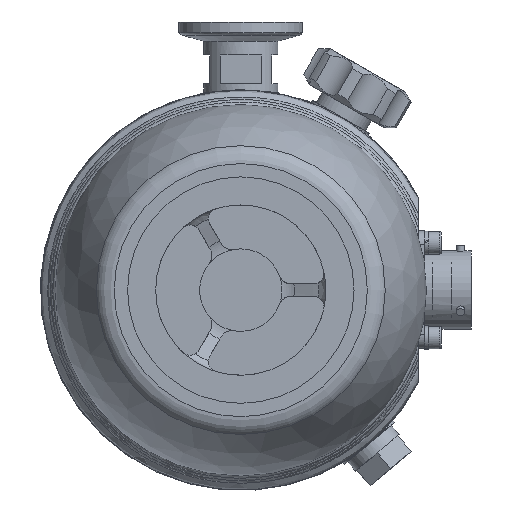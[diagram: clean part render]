
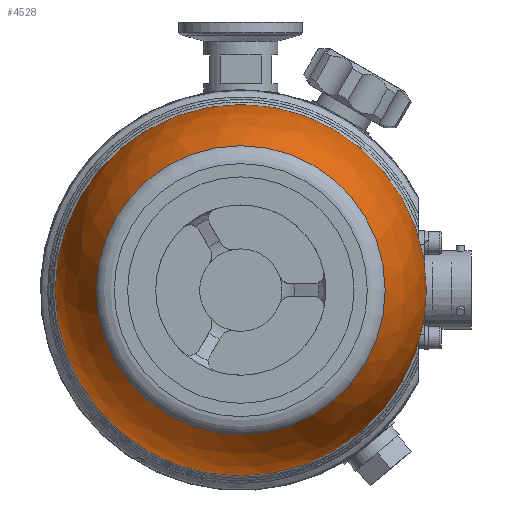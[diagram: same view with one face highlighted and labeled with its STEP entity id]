
A CAD part, front view. The second image highlights one B-rep face of the part: STEP entity #4528.
In plain terms, the highlighted free-form (B-spline) face has degree [2, 2] with [3, 9] control points.
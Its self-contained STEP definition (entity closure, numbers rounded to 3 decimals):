
#4464=CARTESIAN_POINT('',(-17.505,-67.003,-30.319));
#4465=VERTEX_POINT('',#4464);
#4466=CARTESIAN_POINT('',(0.,-67.003,0.));
#4467=DIRECTION('',(0.,-1.0,0.));
#4468=DIRECTION('',(0.5,0.,0.866));
#4469=AXIS2_PLACEMENT_3D('',#4466,#4467,#4468);
#4470=CIRCLE('',#4469,35.009);
#4471=EDGE_CURVE('',#4465,#4465,#4470,.T.);
#4479=CARTESIAN_POINT('',(30.319,-67.003,-17.505));
#4480=CARTESIAN_POINT('',(39.855,-47.955,-23.011));
#4481=CARTESIAN_POINT('',(38.97,-25.978,-22.499));
#4482=CARTESIAN_POINT('',(12.814,-67.003,-47.824));
#4483=CARTESIAN_POINT('',(16.845,-47.955,-62.866));
#4484=CARTESIAN_POINT('',(16.471,-25.978,-61.469));
#4485=CARTESIAN_POINT('',(-17.505,-67.003,-30.319));
#4486=CARTESIAN_POINT('',(-23.011,-47.955,-39.855));
#4487=CARTESIAN_POINT('',(-22.499,-25.978,-38.97));
#4488=CARTESIAN_POINT('',(-47.824,-67.003,-12.814));
#4489=CARTESIAN_POINT('',(-62.866,-47.955,-16.845));
#4490=CARTESIAN_POINT('',(-61.469,-25.978,-16.471));
#4491=CARTESIAN_POINT('',(-30.319,-67.003,17.505));
#4492=CARTESIAN_POINT('',(-39.855,-47.955,23.011));
#4493=CARTESIAN_POINT('',(-38.97,-25.978,22.499));
#4494=CARTESIAN_POINT('',(-12.814,-67.003,47.824));
#4495=CARTESIAN_POINT('',(-16.845,-47.955,62.866));
#4496=CARTESIAN_POINT('',(-16.471,-25.978,61.469));
#4497=CARTESIAN_POINT('',(17.505,-67.003,30.319));
#4498=CARTESIAN_POINT('',(23.011,-47.955,39.855));
#4499=CARTESIAN_POINT('',(22.499,-25.978,38.97));
#4500=CARTESIAN_POINT('',(47.824,-67.003,12.814));
#4501=CARTESIAN_POINT('',(62.866,-47.955,16.845));
#4502=CARTESIAN_POINT('',(61.469,-25.978,16.471));
#4503=CARTESIAN_POINT('',(30.319,-67.003,-17.505));
#4504=CARTESIAN_POINT('',(39.855,-47.955,-23.011));
#4505=CARTESIAN_POINT('',(38.97,-25.978,-22.499));
#4513=(BOUNDED_SURFACE()B_SPLINE_SURFACE(2,2,((#4479,#4482,#4485,#4488,#4491,#4494,#4497,#4500,#4503),(#4480,#4483,#4486,#4489,#4492,#4495,#4498,#4501,#4504),(#4481,#4484,#4487,#4490,#4493,#4496,#4499,#4502,#4505)),.UNSPECIFIED.,.F.,.T.,.U.)B_SPLINE_SURFACE_WITH_KNOTS((3,3),(3,2,2,2,3),(-0.524,0.047),(0.0,1.571,3.142,4.712,6.283),.UNSPECIFIED.)GEOMETRIC_REPRESENTATION_ITEM()RATIONAL_B_SPLINE_SURFACE(((1.0,0.707,1.0,0.707,1.0,0.707,1.0,0.707,1.0),(0.96,0.679,0.96,0.679,0.96,0.679,0.96,0.679,0.96),(1.0,0.707,1.0,0.707,1.0,0.707,1.0,0.707,1.0)))REPRESENTATION_ITEM('')SURFACE());
#4514=CARTESIAN_POINT('',(-22.499,-25.978,-38.97));
#4515=VERTEX_POINT('',#4514);
#4516=CARTESIAN_POINT('',(0.,-25.978,0.));
#4517=DIRECTION('',(0.,1.0,0.));
#4518=DIRECTION('',(-0.5,0.,-0.866));
#4519=AXIS2_PLACEMENT_3D('',#4516,#4517,#4518);
#4520=CIRCLE('',#4519,44.998);
#4521=EDGE_CURVE('',#4515,#4515,#4520,.T.);
#4522=ORIENTED_EDGE('',*,*,#4521,.F.);
#4523=EDGE_LOOP('',(#4522));
#4524=FACE_OUTER_BOUND('',#4523,.T.);
#4525=ORIENTED_EDGE('',*,*,#4471,.F.);
#4526=EDGE_LOOP('',(#4525));
#4527=FACE_BOUND('',#4526,.T.);
#4528=ADVANCED_FACE('',(#4524,#4527),#4513,.F.);
